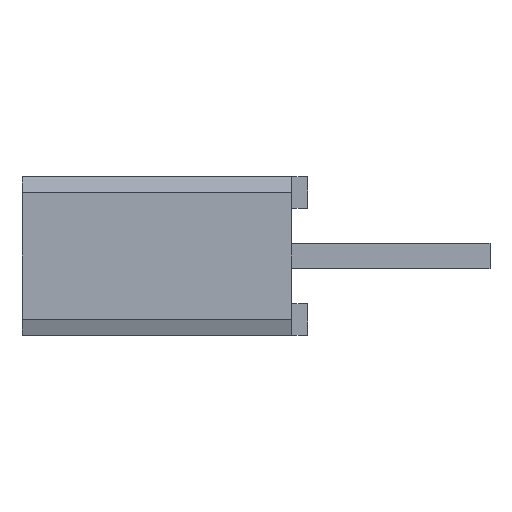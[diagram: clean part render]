
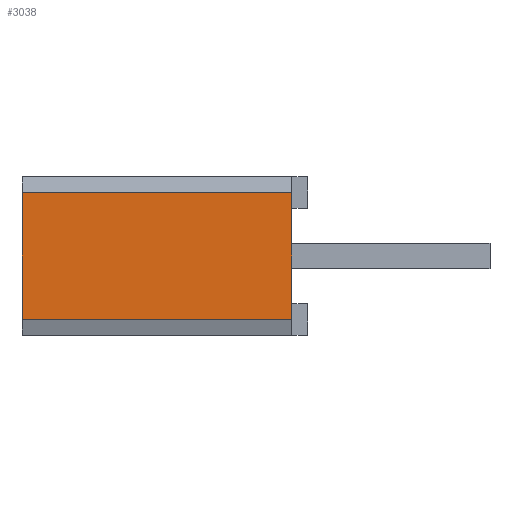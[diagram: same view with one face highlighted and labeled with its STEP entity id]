
A CAD part, left-side view. The second image highlights one B-rep face of the part: STEP entity #3038.
In plain terms, the highlighted planar face has unit normal (-1, 0, 0).
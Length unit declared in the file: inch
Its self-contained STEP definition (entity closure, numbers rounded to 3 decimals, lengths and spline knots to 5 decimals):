
#407=ORIENTED_EDGE('',*,*,#1108,.T.);
#408=ORIENTED_EDGE('',*,*,#1109,.T.);
#409=ORIENTED_EDGE('',*,*,#1110,.T.);
#410=ORIENTED_EDGE('',*,*,#1111,.F.);
#1108=EDGE_CURVE('',#1473,#1474,#1808,.T.);
#1109=EDGE_CURVE('',#1474,#1475,#1809,.T.);
#1110=EDGE_CURVE('',#1475,#1476,#1810,.T.);
#1111=EDGE_CURVE('',#1473,#1476,#1811,.T.);
#1473=VERTEX_POINT('',#4567);
#1474=VERTEX_POINT('',#4568);
#1475=VERTEX_POINT('',#4570);
#1476=VERTEX_POINT('',#4572);
#1808=LINE('',#4566,#2232);
#1809=LINE('',#4569,#2233);
#1810=LINE('',#4571,#2234);
#1811=LINE('',#4573,#2235);
#2232=VECTOR('',#3715,39.37008);
#2233=VECTOR('',#3716,39.37008);
#2234=VECTOR('',#3717,39.37008);
#2235=VECTOR('',#3718,39.37008);
#2517=EDGE_LOOP('',(#407,#408,#409,#410));
#2699=FACE_BOUND('',#2517,.T.);
#2871=PLANE('',#3232);
#3038=ADVANCED_FACE('',(#2699),#2871,.F.);
#3232=AXIS2_PLACEMENT_3D('',#4565,#3713,#3714);
#3713=DIRECTION('',(1.,0.,0.));
#3714=DIRECTION('',(0.,0.,-1.));
#3715=DIRECTION('',(0.,-1.,0.));
#3716=DIRECTION('',(0.,0.,1.));
#3717=DIRECTION('',(0.,1.,0.));
#3718=DIRECTION('',(0.,0.,1.));
#4565=CARTESIAN_POINT('',(-0.25,0.18,-0.05));
#4566=CARTESIAN_POINT('',(-0.25,0.18,-0.04));
#4567=CARTESIAN_POINT('',(-0.25,0.18,-0.04));
#4568=CARTESIAN_POINT('',(-0.25,0.01,-0.04));
#4569=CARTESIAN_POINT('',(-0.25,0.01,-0.03));
#4570=CARTESIAN_POINT('',(-0.25,0.01,0.04));
#4571=CARTESIAN_POINT('',(-0.25,0.18,0.04));
#4572=CARTESIAN_POINT('',(-0.25,0.18,0.04));
#4573=CARTESIAN_POINT('',(-0.25,0.18,-0.05));
